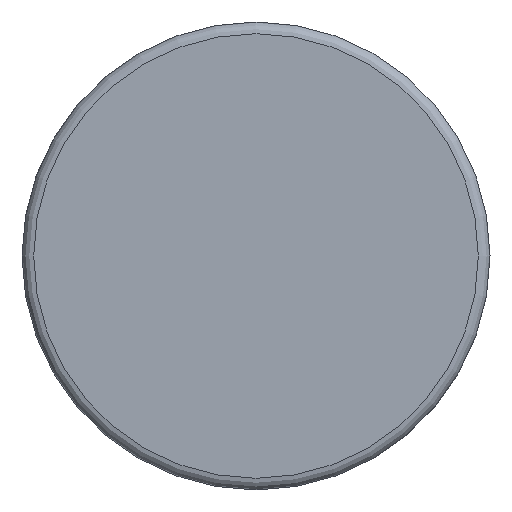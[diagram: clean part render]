
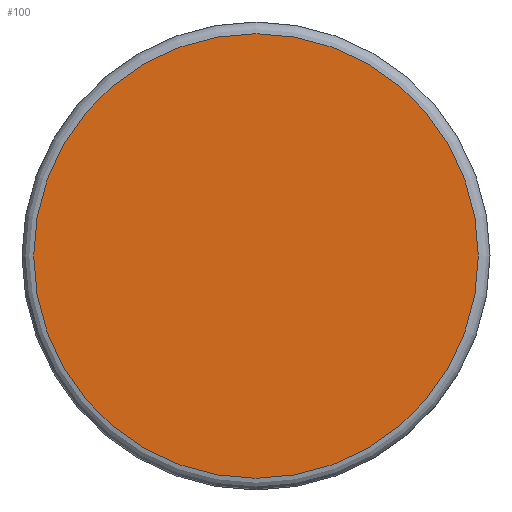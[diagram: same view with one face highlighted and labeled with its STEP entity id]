
A CAD part, left-side view. The second image highlights one B-rep face of the part: STEP entity #100.
In plain terms, the highlighted planar face has unit normal (-1, 0, 0).
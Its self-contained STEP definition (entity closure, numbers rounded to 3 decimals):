
#15=PLANE('',#126);
#25=FACE_OUTER_BOUND('',#32,.T.);
#32=EDGE_LOOP('',(#79));
#40=CIRCLE('',#123,9.5);
#50=VERTEX_POINT('',#183);
#59=EDGE_CURVE('',#50,#50,#40,.T.);
#79=ORIENTED_EDGE('',*,*,#59,.F.);
#100=ADVANCED_FACE('',(#25),#15,.T.);
#123=AXIS2_PLACEMENT_3D('',#185,#147,#148);
#126=AXIS2_PLACEMENT_3D('',#190,#154,#155);
#147=DIRECTION('center_axis',(1.,0.,0.));
#148=DIRECTION('ref_axis',(0.,0.581,0.814));
#154=DIRECTION('center_axis',(-1.,0.,0.));
#155=DIRECTION('ref_axis',(0.,0.,1.));
#183=CARTESIAN_POINT('',(-626.253,-51.944,259.5));
#185=CARTESIAN_POINT('Origin',(-626.253,-51.944,250.));
#190=CARTESIAN_POINT('Origin',(-626.253,-61.445,250.));
